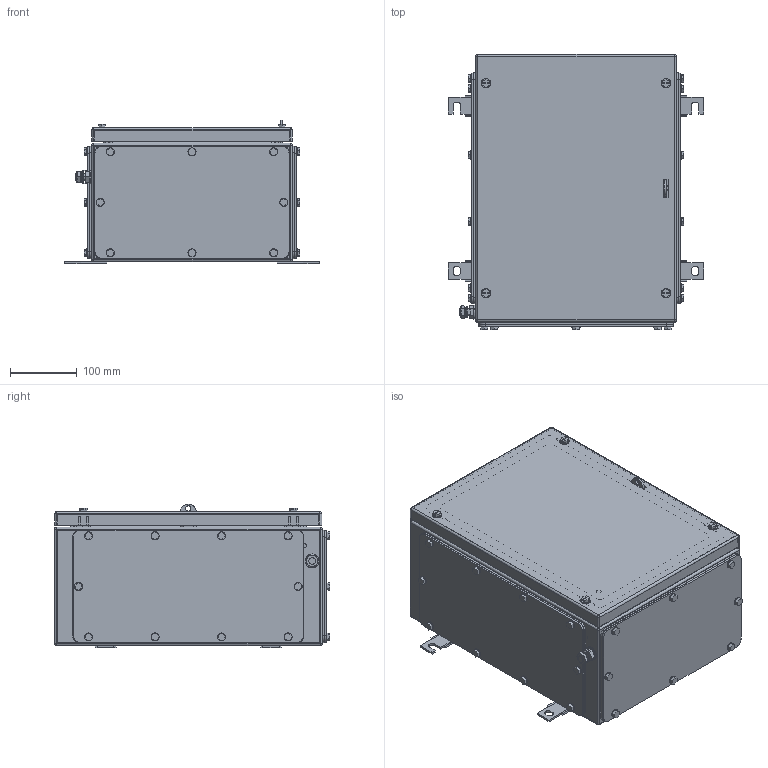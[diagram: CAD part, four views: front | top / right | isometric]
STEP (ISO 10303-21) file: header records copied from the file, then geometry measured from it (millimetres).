
FILE_DESCRIPTION(('CATIA V5 STEP Exchange','CAx-IF Rec.Pracs.--- Model Styling and Organization---1.4--- 2014-01-23'),'2;1');
FILE_NAME ('008537-9_3_1194980000_1194980000.stp','2019-09-20T09:53:02+00:00',('none'),('Weidmueller'),'CATIA Version 5-6 Release 2016 SP3 HF44','CATIA V5 STEP AP214','none');
FILE_SCHEMA(('AUTOMOTIVE_DESIGN { 1 0 10303 214 1 1 1 1 }'));
Products named in the file (1): 1194980000
Bounding box: 381 x 411 x 215 mm (x, y, z)
Volume: 1473755.6 mm3; surface area: 1488490.9 mm2
Topology: 96 solids, 96 shells, 2150 faces, 5064 edges, 3200 vertices
Faces by surface type: plane 979, cylinder 929, cone 196, sphere 24, torus 22
Entity records: 59117 total; most frequent: CARTESIAN_POINT 12594, ORIENTED_EDGE 9952, DIRECTION 7807, EDGE_CURVE 4976, AXIS2_PLACEMENT_3D 3315, VERTEX_POINT 3200, VECTOR 2920, LINE 2920
